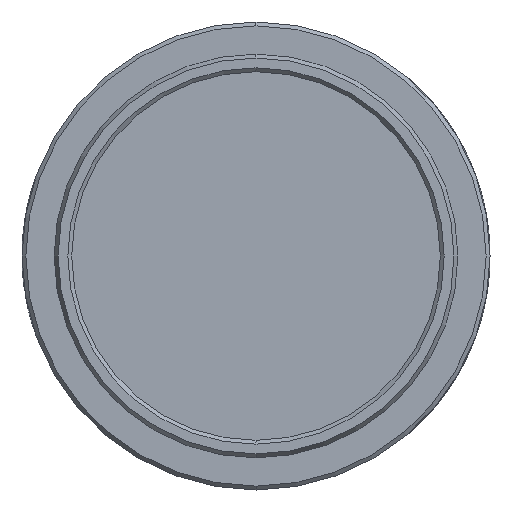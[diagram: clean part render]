
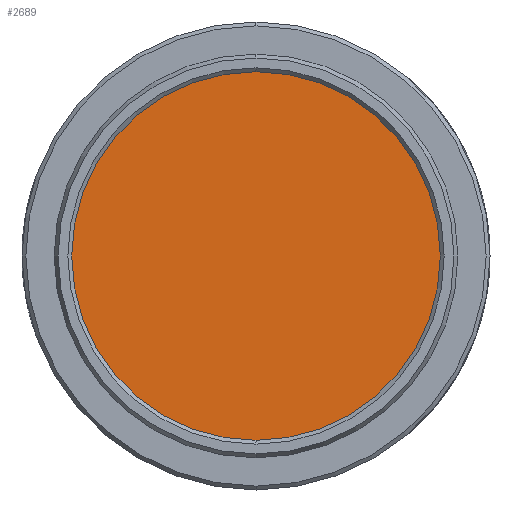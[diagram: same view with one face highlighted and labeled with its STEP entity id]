
A CAD part, left-side view. The second image highlights one B-rep face of the part: STEP entity #2689.
In plain terms, the highlighted planar face has unit normal (-1, 0, 0).
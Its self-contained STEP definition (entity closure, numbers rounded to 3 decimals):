
#128 = DIRECTION ( 'NONE',  ( 1., 0., 0. ) ) ;
#2569 = CIRCLE ( 'NONE', #5410, 12.7 ) ;
#2689 = ADVANCED_FACE ( 'NONE', ( #9379 ), #9075, .F. ) ;
#3016 = ORIENTED_EDGE ( 'NONE', *, *, #8782, .F. ) ;
#3947 = DIRECTION ( 'NONE',  ( 0., 0.85, 0.527 ) ) ;
#4434 = DIRECTION ( 'NONE',  ( 0., 0.85, 0.527 ) ) ;
#4477 = CARTESIAN_POINT ( 'NONE',  ( -7.62, 10.794, 6.691 ) ) ;
#5410 = AXIS2_PLACEMENT_3D ( 'NONE', #9699, #128, #3947 ) ;
#5475 = CIRCLE ( 'NONE', #15044, 12.7 ) ;
#6684 = DIRECTION ( 'NONE',  ( 1., 0., 0. ) ) ;
#6740 = CARTESIAN_POINT ( 'NONE',  ( -7.62, 0., 0. ) ) ;
#7088 = VERTEX_POINT ( 'NONE', #4477 ) ;
#8012 = DIRECTION ( 'NONE',  ( 1., 0., 0. ) ) ;
#8092 = EDGE_CURVE ( 'NONE', #7088, #9935, #5475, .T. ) ;
#8782 = EDGE_CURVE ( 'NONE', #9935, #7088, #2569, .T. ) ;
#9075 = PLANE ( 'NONE',  #15022 ) ;
#9379 = FACE_OUTER_BOUND ( 'NONE', #12820, .T. ) ;
#9699 = CARTESIAN_POINT ( 'NONE',  ( -7.62, 0., 0. ) ) ;
#9935 = VERTEX_POINT ( 'NONE', #10980 ) ;
#10306 = DIRECTION ( 'NONE',  ( 0., 0.85, 0.527 ) ) ;
#10853 = ORIENTED_EDGE ( 'NONE', *, *, #8092, .F. ) ;
#10980 = CARTESIAN_POINT ( 'NONE',  ( -7.62, -10.794, -6.691 ) ) ;
#12820 = EDGE_LOOP ( 'NONE', ( #10853, #3016 ) ) ;
#15019 = CARTESIAN_POINT ( 'NONE',  ( -7.62, 0., 0. ) ) ;
#15022 = AXIS2_PLACEMENT_3D ( 'NONE', #6740, #6684, #4434 ) ;
#15044 = AXIS2_PLACEMENT_3D ( 'NONE', #15019, #8012, #10306 ) ;
